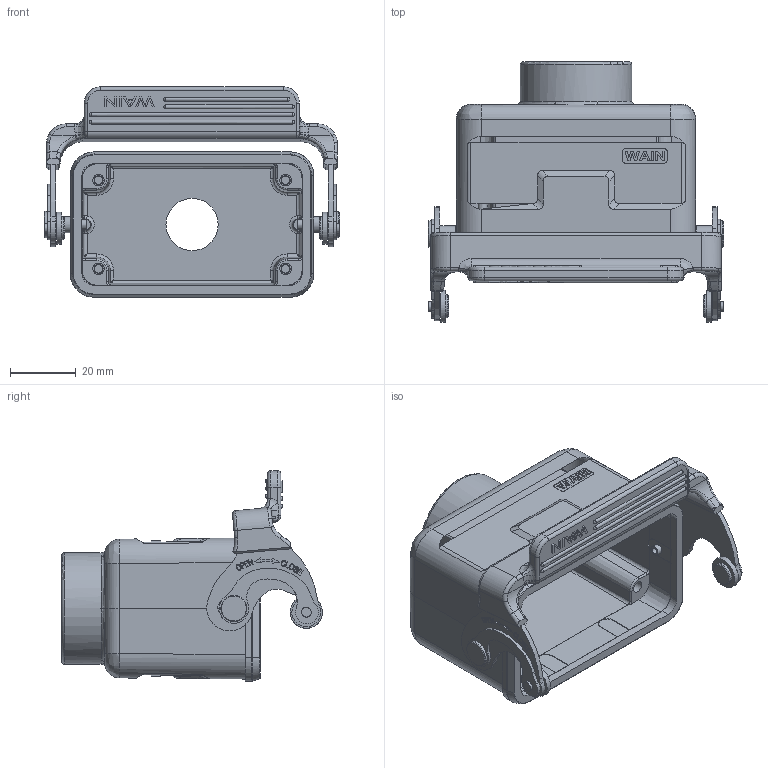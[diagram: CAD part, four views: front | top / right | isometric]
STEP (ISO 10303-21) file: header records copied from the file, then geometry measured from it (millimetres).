
FILE_DESCRIPTION(/* description */ (''),/* implementation_level */ '2;1');
FILE_NAME(/* name */ '3D_1241107211001_WV10B-CCT-1L_SC-M20_V1.0_stp.stp',/* time_stamp */ '2023-12-04T12:47:39+08:00',/* author */ (''),/* organization */ (''),/* preprocessor_version */ 'ST-DEVELOPER v18.1',/* originating_system */ 'SIEMENS PLM Software NX 1980',/* authorisation */ '');
FILE_SCHEMA (('AP203_CONFIGURATION_CONTROLLED_3D_DESIGN_OF_MECHANICAL_PARTS_AND_ASSEMBLIES_MIM_LF { 1 0 10303 403 2 1 2}'));
Length unit declared in the file: millimetre
Products named in the file (1): 3D_1241107211001_WV10B-CCT-1L_SC-M20_V1.0_stp
Bounding box: 90.05 x 79.46 x 64.13 mm (x, y, z)
Volume: 62291.3 mm3; surface area: 37265.4 mm2
Topology: 2 solids, 16 shells, 1285 faces, 3365 edges, 2179 vertices
Faces by surface type: plane 597, cylinder 490, bspline 58, torus 47, cone 41, extrusion 34, sphere 18
Full cylindrical faces by diameter (mm): 1.9 x2, 2.95 x1, 2.959 x4, 3 x2, 3.5 x4, 4.8 x2, 4.9 x2, 5 x4, 7 x2, 8 x2, 9.8 x2, 15.9 x1, 18.5 x1, 34 x1
Entity records: 42359 total; most frequent: CARTESIAN_POINT 10578, ORIENTED_EDGE 6548, DIRECTION 6480, EDGE_CURVE 3274, AXIS2_PLACEMENT_3D 2364, VERTEX_POINT 2151, VECTOR 1752, LINE 1718
